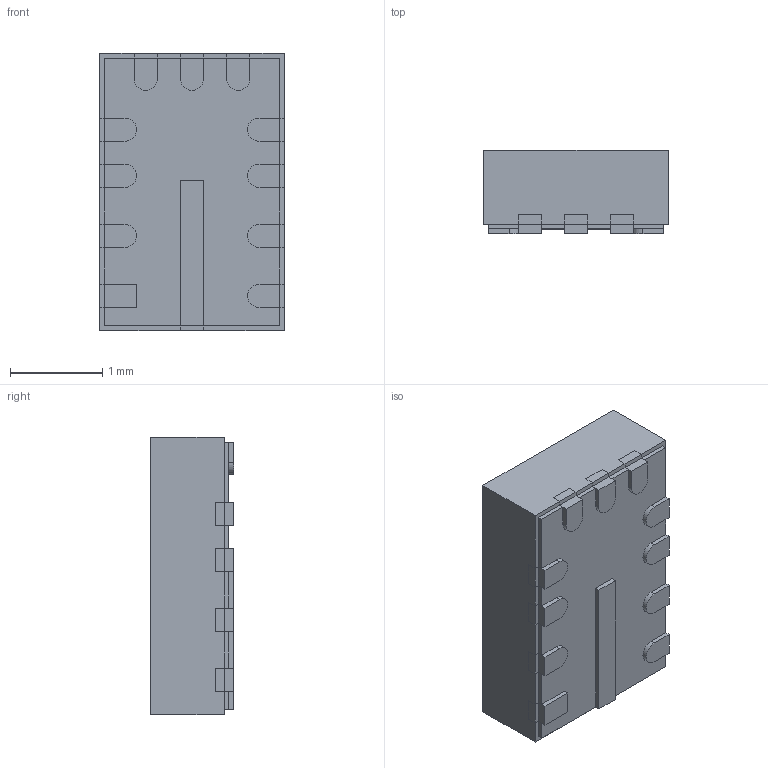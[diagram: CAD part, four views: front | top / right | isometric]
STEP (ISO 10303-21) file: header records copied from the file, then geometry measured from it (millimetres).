
FILE_DESCRIPTION (( 'STEP AP214' ), '1' );
FILE_NAME ('LMR36015FSC3RNXTQ1.STEP', '2023-10-13T07:58:09', ( '' ), ( '' ), 'SwSTEP 2.0', 'SolidWorks 2021', '' );
FILE_SCHEMA (( 'AUTOMOTIVE_DESIGN' ));
Length unit declared in the file: millimetre
Products named in the file (1): LMR36015FSC3RNXTQ1
Bounding box: 2 x 0.9 x 3 mm (x, y, z)
Volume: 5.1 mm3; surface area: 28.5 mm2
Topology: 14 solids, 14 shells, 191 faces, 486 edges, 324 vertices
Faces by surface type: plane 161, cylinder 30
Entity records: 5851 total; most frequent: CARTESIAN_POINT 1002, ORIENTED_EDGE 972, DIRECTION 930, EDGE_CURVE 486, VECTOR 426, LINE 426, VERTEX_POINT 324, AXIS2_PLACEMENT_3D 252
